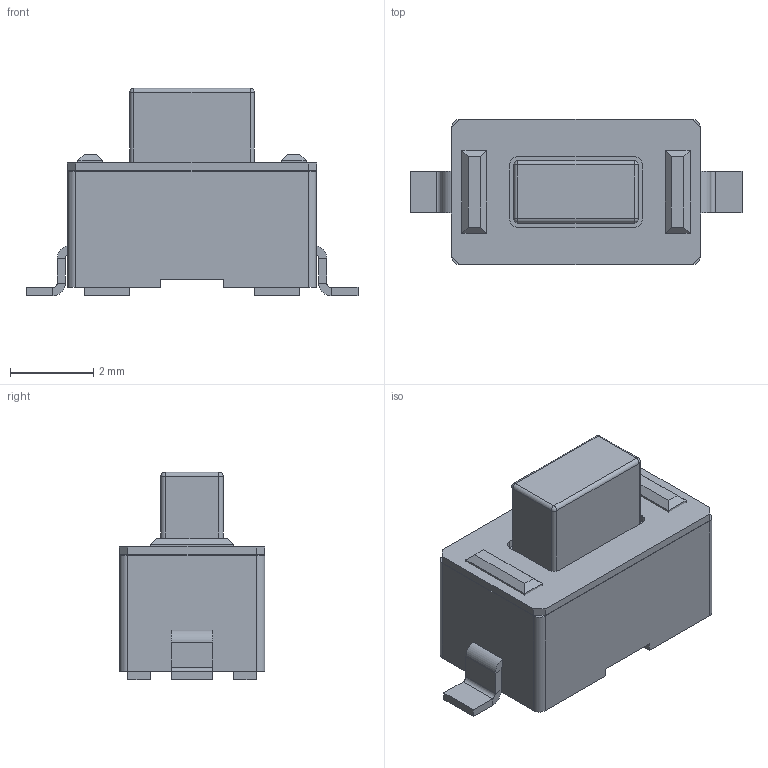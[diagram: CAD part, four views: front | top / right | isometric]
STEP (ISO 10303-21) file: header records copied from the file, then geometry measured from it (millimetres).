
FILE_DESCRIPTION (( 'STEP AP214' ), '1' );
FILE_NAME ('KEY-SMD_L6.0-W3.5-LS8.0.step', '2022-07-02T15:25:01', ( '' ), ( '' ), 'SwSTEP 2.0', 'SolidWorks 2020', '' );
FILE_SCHEMA (( 'AUTOMOTIVE_DESIGN' ));
Length unit declared in the file: millimetre
Products named in the file (1): KEY-SMD_L6.0-W3.5-LS8.0
Bounding box: 8 x 3.5 x 5 mm (x, y, z)
Volume: 71.6 mm3; surface area: 172.4 mm2
Topology: 3 solids, 3 shells, 405 faces, 1055 edges, 686 vertices
Faces by surface type: plane 265, bspline 112, cylinder 24, sphere 4
Entity records: 17297 total; most frequent: CARTESIAN_POINT 4247, ORIENTED_EDGE 2102, DIRECTION 1459, EDGE_CURVE 1051, LINE 775, VECTOR 775, VERTEX_POINT 686, EDGE_LOOP 441
